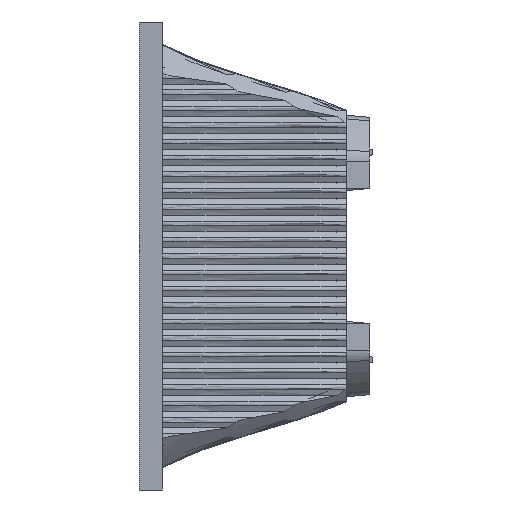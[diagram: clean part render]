
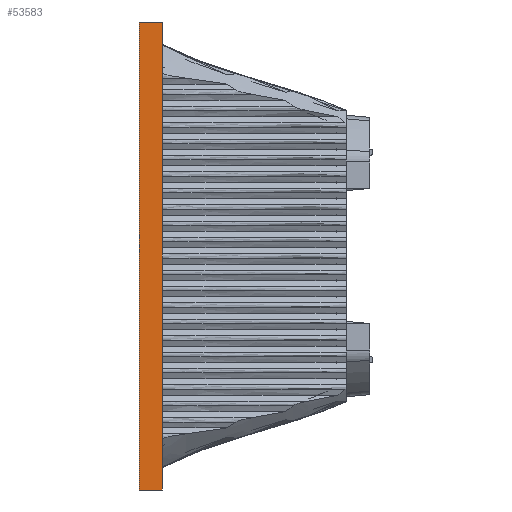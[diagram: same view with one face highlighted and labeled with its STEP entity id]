
A CAD part, left-side view. The second image highlights one B-rep face of the part: STEP entity #53583.
In plain terms, the highlighted planar face has unit normal (-1, 0, 0).
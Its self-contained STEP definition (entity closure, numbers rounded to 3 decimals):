
#1=DIRECTION('',(0.,-1.,0.));
#2=VECTOR('',#1,2.);
#3=CARTESIAN_POINT('',(-20.209,19.5,-20.));
#4=LINE('',#3,#2);
#5191=DIRECTION('',(0.,0.,1.));
#5192=VECTOR('',#5191,40.);
#5193=CARTESIAN_POINT('',(-20.209,19.5,-20.));
#5194=LINE('',#5193,#5192);
#5195=DIRECTION('',(0.,-1.,0.));
#5196=VECTOR('',#5195,2.);
#5197=CARTESIAN_POINT('',(-20.209,19.5,20.));
#5198=LINE('',#5197,#5196);
#5199=DIRECTION('',(0.,0.,-1.));
#5200=VECTOR('',#5199,40.);
#5201=CARTESIAN_POINT('',(-20.209,17.5,20.));
#5202=LINE('',#5201,#5200);
#41201=CARTESIAN_POINT('',(-20.209,17.5,-20.));
#41202=VERTEX_POINT('',#41201);
#41203=CARTESIAN_POINT('',(-20.209,17.5,20.));
#41204=VERTEX_POINT('',#41203);
#43954=CARTESIAN_POINT('',(-20.209,19.5,-20.));
#43955=CARTESIAN_POINT('',(-20.209,19.5,20.));
#43956=VERTEX_POINT('',#43954);
#43957=VERTEX_POINT('',#43955);
#53572=CARTESIAN_POINT('',(-20.209,52.945,-53.185));
#53573=DIRECTION('',(1.,0.,0.));
#53574=DIRECTION('',(0.,0.,1.));
#53575=AXIS2_PLACEMENT_3D('',#53572,#53573,#53574);
#53576=PLANE('',#53575);
#53577=ORIENTED_EDGE('',*,*,#45458,.F.);
#53578=ORIENTED_EDGE('',*,*,#45486,.T.);
#53579=ORIENTED_EDGE('',*,*,#53504,.T.);
#53580=ORIENTED_EDGE('',*,*,#51501,.T.);
#53581=EDGE_LOOP('',(#53577,#53578,#53579,#53580));
#53582=FACE_OUTER_BOUND('',#53581,.F.);
#53583=ADVANCED_FACE('',(#53582),#53576,.F.);
#45458=EDGE_CURVE('',#43956,#41202,#4,.T.);
#45486=EDGE_CURVE('',#43956,#43957,#5194,.T.);
#51501=EDGE_CURVE('',#41204,#41202,#5202,.T.);
#53504=EDGE_CURVE('',#43957,#41204,#5198,.T.);
